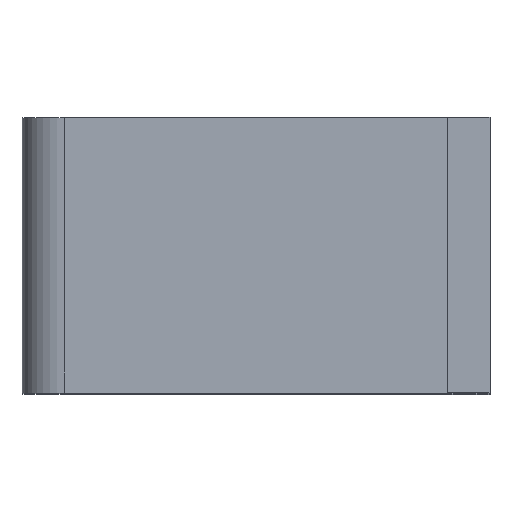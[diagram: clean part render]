
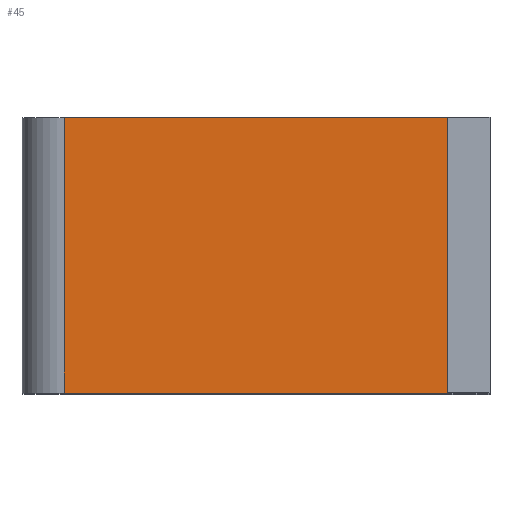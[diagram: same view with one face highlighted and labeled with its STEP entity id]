
A CAD part, top view. The second image highlights one B-rep face of the part: STEP entity #45.
In plain terms, the highlighted planar face has unit normal (0, 0, 1).
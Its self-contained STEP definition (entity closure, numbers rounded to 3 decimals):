
#45=ADVANCED_FACE('',(#127),#126,.F.);
#126=PLANE('',#441);
#127=FACE_OUTER_BOUND('',#442,.T.);
#438=CARTESIAN_POINT('',(-22.99,1.5,49.5));
#439=DIRECTION('',(0.,0.,-1.));
#440=DIRECTION('',(1.,0.,0.));
#441=AXIS2_PLACEMENT_3D('',#438,#439,#440);
#442=EDGE_LOOP('',(#650,#651,#652,#653));
#650=ORIENTED_EDGE('',*,*,#824,.F.);
#651=ORIENTED_EDGE('',*,*,#817,.F.);
#652=ORIENTED_EDGE('',*,*,#825,.T.);
#653=ORIENTED_EDGE('',*,*,#826,.T.);
#817=EDGE_CURVE('',#1001,#987,#1008,.T.);
#824=EDGE_CURVE('',#987,#1054,#1055,.T.);
#825=EDGE_CURVE('',#1001,#1061,#1062,.T.);
#826=EDGE_CURVE('',#1061,#1054,#1068,.T.);
#987=VERTEX_POINT('',#1539);
#1001=VERTEX_POINT('',#1547);
#1008=LINE('',#1551,#1552);
#1054=VERTEX_POINT('',#1577);
#1055=LINE('',#1578,#1579);
#1061=VERTEX_POINT('',#1581);
#1062=LINE('',#1582,#1583);
#1068=LINE('',#1585,#1586);
#1539=CARTESIAN_POINT('',(0.,-15.,49.5));
#1547=CARTESIAN_POINT('',(0.,0.,49.5));
#1551=CARTESIAN_POINT('',(0.,0.,49.5));
#1552=VECTOR('',#1553,15.);
#1553=DIRECTION('',(0.,-1.,0.));
#1577=CARTESIAN_POINT('',(-20.9,-15.,49.5));
#1578=CARTESIAN_POINT('',(0.,-15.,49.5));
#1579=VECTOR('',#1580,20.9);
#1580=DIRECTION('',(-1.,0.,0.));
#1581=CARTESIAN_POINT('',(-20.9,0.,49.5));
#1582=CARTESIAN_POINT('',(0.,0.,49.5));
#1583=VECTOR('',#1584,20.9);
#1584=DIRECTION('',(-1.,0.,0.));
#1585=CARTESIAN_POINT('',(-20.9,0.,49.5));
#1586=VECTOR('',#1587,15.);
#1587=DIRECTION('',(0.,-1.,0.));
